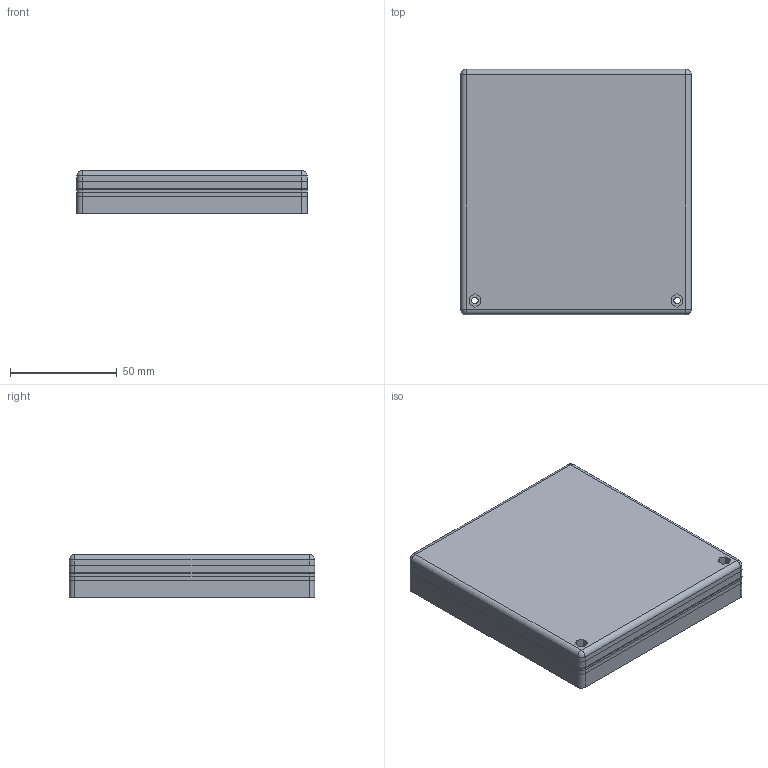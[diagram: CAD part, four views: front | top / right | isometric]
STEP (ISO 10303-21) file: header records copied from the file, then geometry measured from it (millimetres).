
FILE_DESCRIPTION(('FreeCAD Model'),'2;1');
FILE_NAME('Open CASCADE Shape Model','2024-06-27T16:51:07',(''),(''), 'Open CASCADE STEP processor 7.7','FreeCAD','Unknown');
FILE_SCHEMA(('AUTOMOTIVE_DESIGN { 1 0 10303 214 1 1 1 1 }'));
Length unit declared in the file: millimetre
Products named in the file (1): Bottom
Bounding box: 108 x 115 x 20 mm (x, y, z)
Volume: 78470.5 mm3; surface area: 40701.2 mm2
Topology: 1 solids, 1 shells, 110 faces, 253 edges, 142 vertices
Faces by surface type: plane 75, cylinder 31, sphere 4
Full cylindrical faces by diameter (mm): 3 x2
Entity records: 6251 total; most frequent: CARTESIAN_POINT 1044, DIRECTION 1001, LINE 693, VECTOR 693, ORIENTED_EDGE 498, PCURVE 498, DEFINITIONAL_REPRESENTATION 498, EDGE_CURVE 249
